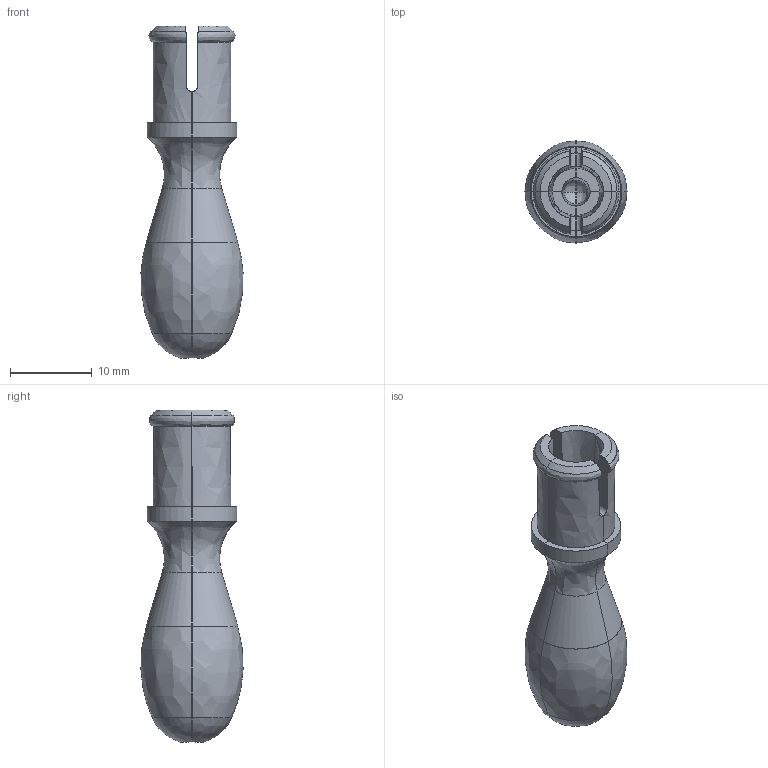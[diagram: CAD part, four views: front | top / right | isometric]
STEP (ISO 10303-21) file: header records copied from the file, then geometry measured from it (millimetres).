
FILE_DESCRIPTION((''),'2;1');
FILE_NAME('GHD.stp','2021-05-16T21:18:57',(''),(''),'AutoCAD STEP 2000i','AutoCAD 2000i',', , ');
FILE_SCHEMA(('CONFIG_CONTROL_DESIGN'));
Length unit declared in the file: millimetre
Products named in the file (1): GHD
Bounding box: 12.45 x 12.47 x 40.51 mm (x, y, z)
Surface area: 1903.4 mm2 (no closed solid volume)
Topology: 0 solids, 0 shells, 72 faces, 315 edges, 307 vertices
Faces by surface type: bspline 72
Entity records: 3989 total; most frequent: CARTESIAN_POINT 2676, QUASI_UNIFORM_CURVE 379, PCURVE 307, COMPOSITE_CURVE_SEGMENT 307, OUTER_BOUNDARY_CURVE 72, CURVE_BOUNDED_SURFACE 72, B_SPLINE_CURVE_WITH_KNOTS 71, PERSON 8
